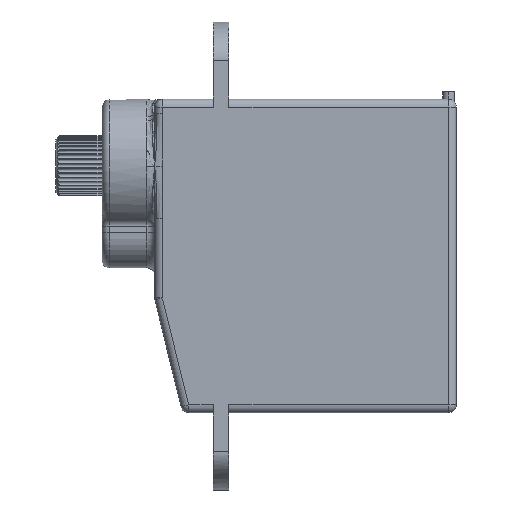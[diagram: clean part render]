
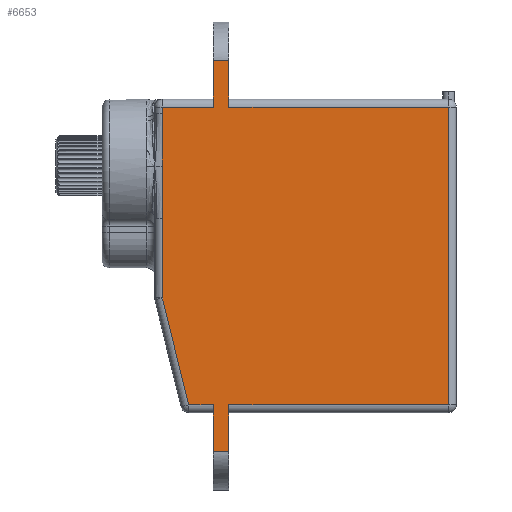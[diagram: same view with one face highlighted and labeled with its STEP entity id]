
A CAD part, left-side view. The second image highlights one B-rep face of the part: STEP entity #6653.
In plain terms, the highlighted planar face has unit normal (-1, 0, 0).
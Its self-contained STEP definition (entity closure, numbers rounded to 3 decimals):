
#147=PLANE('',#6965);
#290=LINE('',#9855,#745);
#291=LINE('',#9923,#746);
#583=LINE('',#12625,#1038);
#586=LINE('',#12632,#1041);
#589=LINE('',#12643,#1044);
#592=LINE('',#12649,#1047);
#593=LINE('',#12651,#1048);
#594=LINE('',#12653,#1049);
#595=LINE('',#12655,#1050);
#596=LINE('',#12657,#1051);
#597=LINE('',#12658,#1052);
#598=LINE('',#12660,#1053);
#599=LINE('',#12662,#1054);
#600=LINE('',#12664,#1055);
#601=LINE('',#12666,#1056);
#602=LINE('',#12667,#1057);
#745=VECTOR('',#7335,10.);
#746=VECTOR('',#7340,10.);
#1038=VECTOR('',#7868,10.);
#1041=VECTOR('',#7875,10.);
#1044=VECTOR('',#7886,10.);
#1047=VECTOR('',#7893,10.);
#1048=VECTOR('',#7894,10.);
#1049=VECTOR('',#7895,10.);
#1050=VECTOR('',#7896,10.);
#1051=VECTOR('',#7897,10.);
#1052=VECTOR('',#7898,10.);
#1053=VECTOR('',#7899,10.);
#1054=VECTOR('',#7900,10.);
#1055=VECTOR('',#7901,10.);
#1056=VECTOR('',#7902,10.);
#1057=VECTOR('',#7903,10.);
#1407=FACE_OUTER_BOUND('',#1782,.T.);
#1782=EDGE_LOOP('',(#5117,#5118,#5119,#5120,#5121,#5122,#5123,#5124,#5125,
#5126,#5127,#5128,#5129,#5130,#5131,#5132));
#2477=VERTEX_POINT('',#9847);
#2478=VERTEX_POINT('',#9854);
#2480=VERTEX_POINT('',#9921);
#2812=VERTEX_POINT('',#12591);
#2815=VERTEX_POINT('',#12600);
#2822=VERTEX_POINT('',#12628);
#2827=VERTEX_POINT('',#12641);
#2828=VERTEX_POINT('',#12648);
#2829=VERTEX_POINT('',#12650);
#2830=VERTEX_POINT('',#12652);
#2831=VERTEX_POINT('',#12654);
#2832=VERTEX_POINT('',#12656);
#2833=VERTEX_POINT('',#12659);
#2834=VERTEX_POINT('',#12661);
#2835=VERTEX_POINT('',#12663);
#2836=VERTEX_POINT('',#12665);
#3109=EDGE_CURVE('',#2477,#2478,#290,.T.);
#3113=EDGE_CURVE('',#2480,#2477,#291,.T.);
#3632=EDGE_CURVE('',#2812,#2815,#583,.T.);
#3636=EDGE_CURVE('',#2815,#2822,#586,.T.);
#3641=EDGE_CURVE('',#2827,#2812,#589,.T.);
#3644=EDGE_CURVE('',#2822,#2828,#592,.T.);
#3645=EDGE_CURVE('',#2829,#2827,#593,.T.);
#3646=EDGE_CURVE('',#2830,#2829,#594,.T.);
#3647=EDGE_CURVE('',#2831,#2830,#595,.T.);
#3648=EDGE_CURVE('',#2832,#2831,#596,.T.);
#3649=EDGE_CURVE('',#2478,#2832,#597,.T.);
#3650=EDGE_CURVE('',#2833,#2480,#598,.T.);
#3651=EDGE_CURVE('',#2834,#2833,#599,.T.);
#3652=EDGE_CURVE('',#2835,#2834,#600,.T.);
#3653=EDGE_CURVE('',#2836,#2835,#601,.T.);
#3654=EDGE_CURVE('',#2836,#2828,#602,.T.);
#5117=ORIENTED_EDGE('',*,*,#3644,.F.);
#5118=ORIENTED_EDGE('',*,*,#3636,.F.);
#5119=ORIENTED_EDGE('',*,*,#3632,.F.);
#5120=ORIENTED_EDGE('',*,*,#3641,.F.);
#5121=ORIENTED_EDGE('',*,*,#3645,.F.);
#5122=ORIENTED_EDGE('',*,*,#3646,.F.);
#5123=ORIENTED_EDGE('',*,*,#3647,.F.);
#5124=ORIENTED_EDGE('',*,*,#3648,.F.);
#5125=ORIENTED_EDGE('',*,*,#3649,.F.);
#5126=ORIENTED_EDGE('',*,*,#3109,.F.);
#5127=ORIENTED_EDGE('',*,*,#3113,.F.);
#5128=ORIENTED_EDGE('',*,*,#3650,.F.);
#5129=ORIENTED_EDGE('',*,*,#3651,.F.);
#5130=ORIENTED_EDGE('',*,*,#3652,.F.);
#5131=ORIENTED_EDGE('',*,*,#3653,.F.);
#5132=ORIENTED_EDGE('',*,*,#3654,.T.);
#6653=ADVANCED_FACE('',(#1407),#147,.T.);
#6965=AXIS2_PLACEMENT_3D('',#12647,#7891,#7892);
#7335=DIRECTION('',(0.,0.,1.));
#7340=DIRECTION('',(0.,0.,1.));
#7868=DIRECTION('',(0.,0.,-1.));
#7875=DIRECTION('',(0.,1.,0.));
#7886=DIRECTION('',(0.,-1.,0.));
#7891=DIRECTION('center_axis',(-1.,0.,0.));
#7892=DIRECTION('ref_axis',(0.,0.,1.));
#7893=DIRECTION('',(0.,0.,-1.));
#7894=DIRECTION('',(0.,0.,-1.));
#7895=DIRECTION('',(0.,-1.,0.));
#7896=DIRECTION('',(0.,0.,1.));
#7897=DIRECTION('',(0.,-1.,0.));
#7898=DIRECTION('',(0.,0.,1.));
#7899=DIRECTION('',(0.,0.,1.));
#7900=DIRECTION('',(0.,0.238,0.971));
#7901=DIRECTION('',(0.,1.,0.));
#7902=DIRECTION('',(0.,0.,1.));
#7903=DIRECTION('',(0.,-1.,0.));
#9847=CARTESIAN_POINT('',(0.,19.,-4.315));
#9854=CARTESIAN_POINT('',(0.,19.,-0.898));
#9855=CARTESIAN_POINT('',(0.,19.,-4.315));
#9921=CARTESIAN_POINT('',(0.,19.,-7.733));
#9923=CARTESIAN_POINT('',(0.,19.,-4.315));
#12591=CARTESIAN_POINT('',(0.,0.5,-0.5));
#12600=CARTESIAN_POINT('',(0.,0.5,-19.75));
#12625=CARTESIAN_POINT('',(0.,0.5,-15.188));
#12628=CARTESIAN_POINT('',(0.,14.7,-19.75));
#12632=CARTESIAN_POINT('',(0.,0.,-19.75));
#12641=CARTESIAN_POINT('',(0.,14.7,-0.5));
#12643=CARTESIAN_POINT('',(0.,0.,-0.5));
#12647=CARTESIAN_POINT('Origin',(0.,0.,-20.25));
#12648=CARTESIAN_POINT('',(0.,14.7,-22.75));
#12649=CARTESIAN_POINT('',(0.,14.7,-25.25));
#12650=CARTESIAN_POINT('',(0.,14.7,2.5));
#12651=CARTESIAN_POINT('',(0.,14.7,0.));
#12652=CARTESIAN_POINT('',(0.,15.7,2.5));
#12653=CARTESIAN_POINT('',(0.,15.7,2.5));
#12654=CARTESIAN_POINT('',(0.,15.7,-0.5));
#12655=CARTESIAN_POINT('',(0.,15.7,0.));
#12656=CARTESIAN_POINT('',(0.,19.,-0.5));
#12657=CARTESIAN_POINT('',(0.,0.,-0.5));
#12658=CARTESIAN_POINT('',(0.,19.,-15.188));
#12659=CARTESIAN_POINT('',(0.,19.,-12.84));
#12660=CARTESIAN_POINT('',(0.,19.,-15.188));
#12661=CARTESIAN_POINT('',(0.,17.308,-19.75));
#12662=CARTESIAN_POINT('',(0.,16.714,-22.176));
#12663=CARTESIAN_POINT('',(0.,15.7,-19.75));
#12664=CARTESIAN_POINT('',(0.,0.,-19.75));
#12665=CARTESIAN_POINT('',(0.,15.7,-22.75));
#12666=CARTESIAN_POINT('',(0.,15.7,-25.25));
#12667=CARTESIAN_POINT('',(0.,15.7,-22.75));
